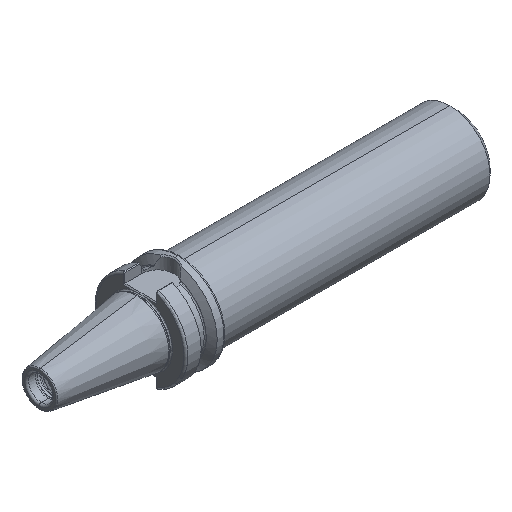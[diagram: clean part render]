
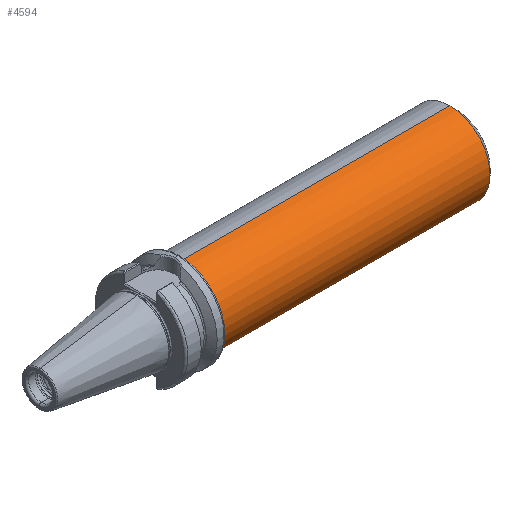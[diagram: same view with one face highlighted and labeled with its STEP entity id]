
A CAD part, isometric view. The second image highlights one B-rep face of the part: STEP entity #4594.
In plain terms, the highlighted cylindrical face has radius 20 mm (diameter 40 mm), a partial arc.
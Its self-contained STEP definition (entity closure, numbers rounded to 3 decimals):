
#63 = FACE_OUTER_BOUND ( 'NONE', #6741, .T. ) ;
#64 = AXIS2_PLACEMENT_3D ( 'NONE', #3517, #3518, #3519 ) ;
#67 = CYLINDRICAL_SURFACE ( 'NONE', #64, 20. ) ;
#429 = CARTESIAN_POINT ( 'NONE',  ( 21., 0., 20. ) ) ;
#440 = CARTESIAN_POINT ( 'NONE',  ( 155., 0., 20. ) ) ;
#455 = CARTESIAN_POINT ( 'NONE',  ( 155., 0., -20. ) ) ;
#688 = VECTOR ( 'NONE', #4986, 1000. ) ;
#690 = AXIS2_PLACEMENT_3D ( 'NONE', #4998, #4999, #5000 ) ;
#691 = VECTOR ( 'NONE', #4992, 1000. ) ;
#718 = CIRCLE ( 'NONE', #690, 20. ) ;
#917 = CIRCLE ( 'NONE', #3630, 20. ) ;
#957 = EDGE_CURVE ( 'NONE', #6435, #6420, #917, .T. ) ;
#1126 = CARTESIAN_POINT ( 'NONE',  ( 21., 0., -20. ) ) ;
#1315 = CARTESIAN_POINT ( 'NONE',  ( 155., 0., 0. ) ) ;
#1316 = DIRECTION ( 'NONE',  ( -1., 0., 0. ) ) ;
#1317 = DIRECTION ( 'NONE',  ( 0., 0., -1. ) ) ;
#3517 = CARTESIAN_POINT ( 'NONE',  ( 187.538, 0., 0. ) ) ;
#3518 = DIRECTION ( 'NONE',  ( 1., 0., 0. ) ) ;
#3519 = DIRECTION ( 'NONE',  ( 0., 0., -1. ) ) ;
#3630 = AXIS2_PLACEMENT_3D ( 'NONE', #1315, #1316, #1317 ) ;
#4091 = EDGE_CURVE ( 'NONE', #5636, #6435, #4984, .T. ) ;
#4093 = EDGE_CURVE ( 'NONE', #5654, #6420, #4990, .T. ) ;
#4096 = EDGE_CURVE ( 'NONE', #5654, #5636, #718, .T. ) ;
#4594 = ADVANCED_FACE ( 'NONE', ( #63 ), #67, .T. ) ;
#4984 = LINE ( 'NONE', #4985, #688 ) ;
#4985 = CARTESIAN_POINT ( 'NONE',  ( 187.538, 0., -20. ) ) ;
#4986 = DIRECTION ( 'NONE',  ( 1., 0., 0. ) ) ;
#4990 = LINE ( 'NONE', #4991, #691 ) ;
#4991 = CARTESIAN_POINT ( 'NONE',  ( 187.538, 0., 20. ) ) ;
#4992 = DIRECTION ( 'NONE',  ( 1., 0., 0. ) ) ;
#4998 = CARTESIAN_POINT ( 'NONE',  ( 21., 0., 0. ) ) ;
#4999 = DIRECTION ( 'NONE',  ( 1., 0., 0. ) ) ;
#5000 = DIRECTION ( 'NONE',  ( 0., 0., -1. ) ) ;
#5636 = VERTEX_POINT ( 'NONE', #1126 ) ;
#5654 = VERTEX_POINT ( 'NONE', #429 ) ;
#6338 = ORIENTED_EDGE ( 'NONE', *, *, #957, .T. ) ;
#6343 = ORIENTED_EDGE ( 'NONE', *, *, #4093, .F. ) ;
#6344 = ORIENTED_EDGE ( 'NONE', *, *, #4096, .T. ) ;
#6345 = ORIENTED_EDGE ( 'NONE', *, *, #4091, .T. ) ;
#6420 = VERTEX_POINT ( 'NONE', #440 ) ;
#6435 = VERTEX_POINT ( 'NONE', #455 ) ;
#6741 = EDGE_LOOP ( 'NONE', ( #6343, #6344, #6345, #6338 ) ) ;
